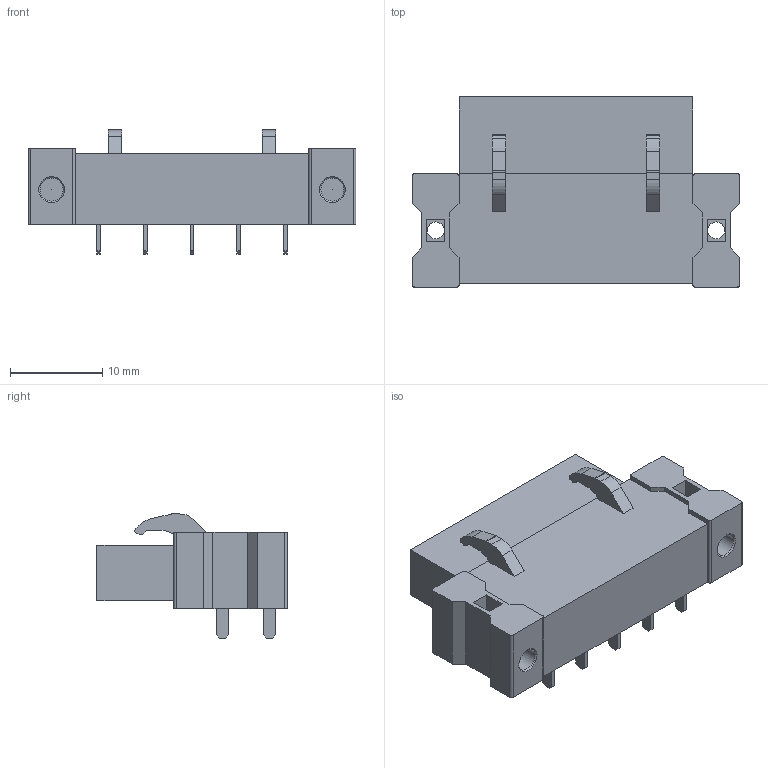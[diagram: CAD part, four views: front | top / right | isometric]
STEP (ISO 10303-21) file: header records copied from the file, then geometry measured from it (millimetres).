
FILE_DESCRIPTION(('CATIA V5 STEP Exchange','CAx-IF Rec.Pracs.--- Model Styling and Organization---1.2---2011-12-15'),'2;1');
FILE_NAME ('D1457318_0_1843780000_1843780000.stp','2018-09-01T03:04:38+00:00',('none'),('Weidmueller'),'CATIA Version 5-6 Release 2014','CATIA V5 STEP AP214','none');
FILE_SCHEMA(('AUTOMOTIVE_DESIGN { 1 0 10303 214 1 1 1 1 }'));
Length unit declared in the file: millimetre
Products named in the file (1): 1843780000
Bounding box: 35.56 x 20.65 x 13.48 mm (x, y, z)
Volume: 4410.5 mm3; surface area: 2689 mm2
Topology: 11 solids, 11 shells, 277 faces, 680 edges, 450 vertices
Faces by surface type: plane 217, cylinder 42, cone 18
Entity records: 7442 total; most frequent: ORIENTED_EDGE 1360, CARTESIAN_POINT 1293, DIRECTION 1004, EDGE_CURVE 680, VECTOR 568, LINE 568, VERTEX_POINT 450, EDGE_LOOP 314
